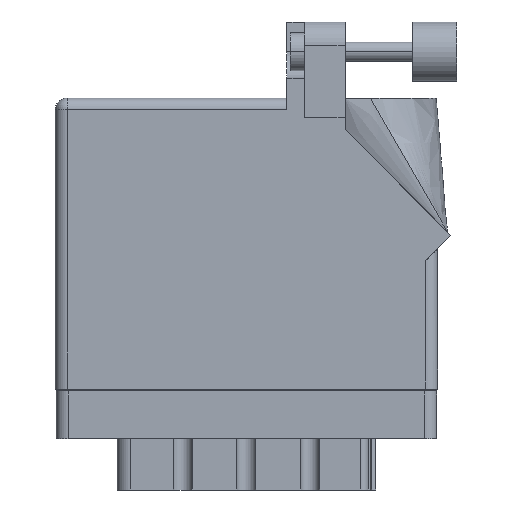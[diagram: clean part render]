
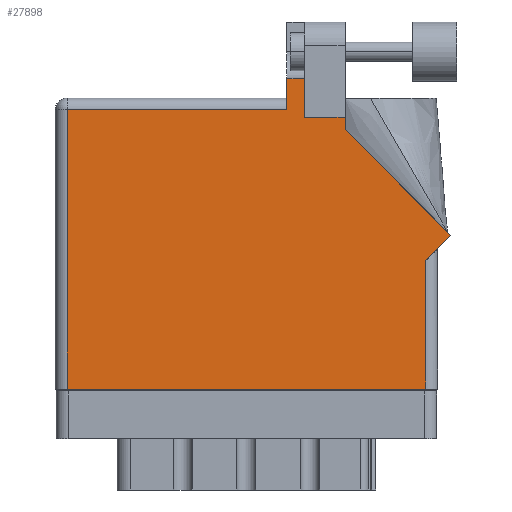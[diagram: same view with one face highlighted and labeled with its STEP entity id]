
A CAD part, front view. The second image highlights one B-rep face of the part: STEP entity #27898.
In plain terms, the highlighted face is planar.
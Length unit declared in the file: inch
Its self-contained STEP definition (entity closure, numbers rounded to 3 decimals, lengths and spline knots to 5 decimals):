
#305 = EDGE_CURVE ( 'NONE', #29624, #23091, #6155, .T. ) ;
#495 = LINE ( 'NONE', #29398, #36240 ) ;
#1273 = LINE ( 'NONE', #32843, #26161 ) ;
#1673 = DIRECTION ( 'NONE',  ( -1., 0., 0. ) ) ;
#1706 = DIRECTION ( 'NONE',  ( -1., 0., 0. ) ) ;
#1862 = VERTEX_POINT ( 'NONE', #17799 ) ;
#2121 = VECTOR ( 'NONE', #1706, 39.37008 ) ;
#2376 = LINE ( 'NONE', #17313, #11411 ) ;
#2986 = VECTOR ( 'NONE', #32324, 39.37008 ) ;
#3313 = EDGE_CURVE ( 'NONE', #8929, #23613, #31706, .T. ) ;
#3444 = ORIENTED_EDGE ( 'NONE', *, *, #28101, .T. ) ;
#3713 = VERTEX_POINT ( 'NONE', #20058 ) ;
#3812 = DIRECTION ( 'NONE',  ( 0., 1., 0. ) ) ;
#4472 = ORIENTED_EDGE ( 'NONE', *, *, #13321, .T. ) ;
#5085 = DIRECTION ( 'NONE',  ( -0.707, 0.707, 0. ) ) ;
#5112 = CARTESIAN_POINT ( 'NONE',  ( 0., 1.53, 0. ) ) ;
#5263 = LINE ( 'NONE', #14820, #34171 ) ;
#5294 = CARTESIAN_POINT ( 'NONE',  ( 1.311, 1.6315, 0. ) ) ;
#5299 = LINE ( 'NONE', #12836, #2121 ) ;
#5598 = ORIENTED_EDGE ( 'NONE', *, *, #20642, .T. ) ;
#6155 = LINE ( 'NONE', #30059, #2986 ) ;
#6868 = CARTESIAN_POINT ( 'NONE',  ( 1.524, 1.36442, 0. ) ) ;
#7150 = VERTEX_POINT ( 'NONE', #29023 ) ;
#8929 = VERTEX_POINT ( 'NONE', #17668 ) ;
#9177 = ORIENTED_EDGE ( 'NONE', *, *, #13765, .T. ) ;
#9265 = ORIENTED_EDGE ( 'NONE', *, *, #18476, .T. ) ;
#9546 = FACE_OUTER_BOUND ( 'NONE', #18628, .T. ) ;
#11411 = VECTOR ( 'NONE', #34751, 39.37008 ) ;
#11574 = ORIENTED_EDGE ( 'NONE', *, *, #17137, .T. ) ;
#12439 = CARTESIAN_POINT ( 'NONE',  ( 1.948, 0.675, 0. ) ) ;
#12836 = CARTESIAN_POINT ( 'NONE',  ( 0., 1.468, 0. ) ) ;
#13148 = EDGE_CURVE ( 'NONE', #15074, #1862, #14351, .T. ) ;
#13321 = EDGE_CURVE ( 'NONE', #1862, #3713, #5299, .T. ) ;
#13547 = DIRECTION ( 'NONE',  ( -1., 0., 0. ) ) ;
#13616 = LINE ( 'NONE', #28583, #31228 ) ;
#13765 = EDGE_CURVE ( 'NONE', #36369, #7150, #5263, .T. ) ;
#13851 = VERTEX_POINT ( 'NONE', #6868 ) ;
#14260 = CARTESIAN_POINT ( 'NONE',  ( 1.524, 1.43, 0. ) ) ;
#14351 = LINE ( 'NONE', #28401, #18852 ) ;
#14820 = CARTESIAN_POINT ( 'NONE',  ( 0., 0., 0. ) ) ;
#15074 = VERTEX_POINT ( 'NONE', #21203 ) ;
#15750 = CARTESIAN_POINT ( 'NONE',  ( 2.08071, 0.80771, 0. ) ) ;
#16677 = LINE ( 'NONE', #34875, #37028 ) ;
#17137 = EDGE_CURVE ( 'NONE', #13851, #18319, #25521, .T. ) ;
#17291 = ORIENTED_EDGE ( 'NONE', *, *, #13148, .T. ) ;
#17313 = CARTESIAN_POINT ( 'NONE',  ( 1.524, 1.43, 0. ) ) ;
#17668 = CARTESIAN_POINT ( 'NONE',  ( 1.311, 1.43, 0. ) ) ;
#17799 = CARTESIAN_POINT ( 'NONE',  ( 1.217, 1.468, 0. ) ) ;
#17826 = DIRECTION ( 'NONE',  ( 1., 0., 0. ) ) ;
#18019 = EDGE_CURVE ( 'NONE', #18319, #8929, #2376, .T. ) ;
#18319 = VERTEX_POINT ( 'NONE', #14260 ) ;
#18476 = EDGE_CURVE ( 'NONE', #3713, #36369, #495, .T. ) ;
#18628 = EDGE_LOOP ( 'NONE', ( #33176, #35062, #17291, #4472, #9265, #9177, #3444, #21628, #5598, #11574, #37375 ) ) ;
#18852 = VECTOR ( 'NONE', #34582, 39.37008 ) ;
#19475 = CARTESIAN_POINT ( 'NONE',  ( 0.062, 0., 0. ) ) ;
#20058 = CARTESIAN_POINT ( 'NONE',  ( 0.062, 1.468, 0. ) ) ;
#20471 = EDGE_CURVE ( 'NONE', #23613, #15074, #1273, .T. ) ;
#20642 = EDGE_CURVE ( 'NONE', #23091, #13851, #16677, .T. ) ;
#21203 = CARTESIAN_POINT ( 'NONE',  ( 1.217, 1.6315, 0. ) ) ;
#21628 = ORIENTED_EDGE ( 'NONE', *, *, #305, .T. ) ;
#22786 = VECTOR ( 'NONE', #28620, 39.37008 ) ;
#23091 = VERTEX_POINT ( 'NONE', #15750 ) ;
#23613 = VERTEX_POINT ( 'NONE', #5294 ) ;
#25521 = LINE ( 'NONE', #34675, #22786 ) ;
#25698 = DIRECTION ( 'NONE',  ( 0., 1., 0. ) ) ;
#26161 = VECTOR ( 'NONE', #13547, 39.37008 ) ;
#26855 = DIRECTION ( 'NONE',  ( 0., -1., 0. ) ) ;
#27898 = ADVANCED_FACE ( 'NONE', ( #9546 ), #33376, .F. ) ;
#28101 = EDGE_CURVE ( 'NONE', #7150, #29624, #13616, .T. ) ;
#28401 = CARTESIAN_POINT ( 'NONE',  ( 1.217, 1.53, 0. ) ) ;
#28583 = CARTESIAN_POINT ( 'NONE',  ( 1.948, 0.737, 0. ) ) ;
#28620 = DIRECTION ( 'NONE',  ( 0., 1., 0. ) ) ;
#29023 = CARTESIAN_POINT ( 'NONE',  ( 1.948, 0., 0. ) ) ;
#29398 = CARTESIAN_POINT ( 'NONE',  ( 0.062, 0., 0. ) ) ;
#29624 = VERTEX_POINT ( 'NONE', #12439 ) ;
#30059 = CARTESIAN_POINT ( 'NONE',  ( 2.01, 0.737, 0. ) ) ;
#30755 = DIRECTION ( 'NONE',  ( 0., 0., -1. ) ) ;
#31228 = VECTOR ( 'NONE', #25698, 39.37008 ) ;
#31706 = LINE ( 'NONE', #32591, #35337 ) ;
#32324 = DIRECTION ( 'NONE',  ( 0.707, 0.707, 0. ) ) ;
#32591 = CARTESIAN_POINT ( 'NONE',  ( 1.311, 1.43, 0. ) ) ;
#32768 = AXIS2_PLACEMENT_3D ( 'NONE', #5112, #30755, #1673 ) ;
#32843 = CARTESIAN_POINT ( 'NONE',  ( 1.64177, 1.6315, 0. ) ) ;
#33176 = ORIENTED_EDGE ( 'NONE', *, *, #3313, .T. ) ;
#33376 = PLANE ( 'NONE',  #32768 ) ;
#34171 = VECTOR ( 'NONE', #17826, 39.37008 ) ;
#34582 = DIRECTION ( 'NONE',  ( 0., -1., 0. ) ) ;
#34675 = CARTESIAN_POINT ( 'NONE',  ( 1.524, 1.36442, 0. ) ) ;
#34751 = DIRECTION ( 'NONE',  ( -1., 0., 0. ) ) ;
#34875 = CARTESIAN_POINT ( 'NONE',  ( 2.08071, 0.80771, 0. ) ) ;
#35062 = ORIENTED_EDGE ( 'NONE', *, *, #20471, .T. ) ;
#35337 = VECTOR ( 'NONE', #3812, 39.37008 ) ;
#36240 = VECTOR ( 'NONE', #26855, 39.37008 ) ;
#36369 = VERTEX_POINT ( 'NONE', #19475 ) ;
#37028 = VECTOR ( 'NONE', #5085, 39.37008 ) ;
#37375 = ORIENTED_EDGE ( 'NONE', *, *, #18019, .T. ) ;
